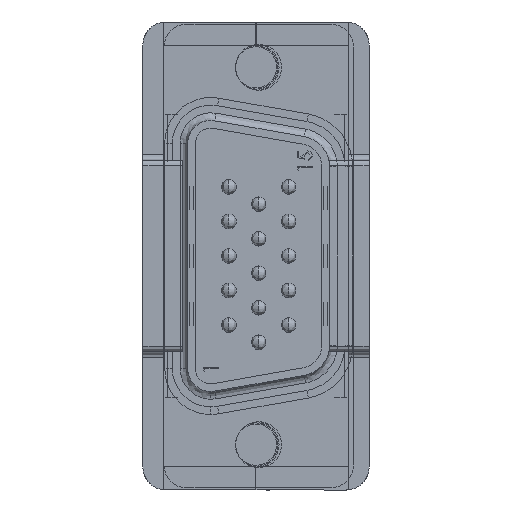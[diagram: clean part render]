
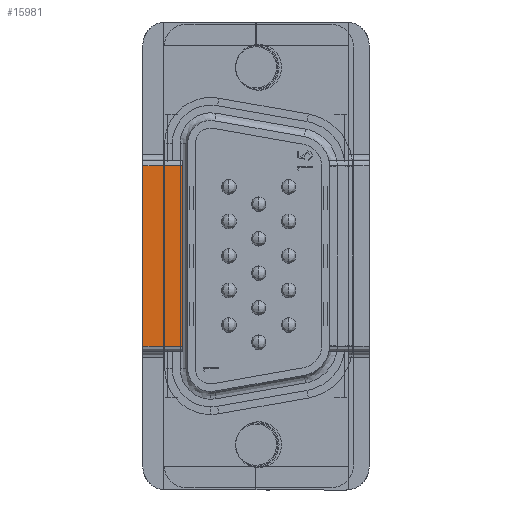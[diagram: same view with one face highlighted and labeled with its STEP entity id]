
A CAD part, front view. The second image highlights one B-rep face of the part: STEP entity #15981.
In plain terms, the highlighted face is planar.
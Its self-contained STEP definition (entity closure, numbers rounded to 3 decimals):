
#834 = CARTESIAN_POINT ( 'NONE',  ( 5.969, 7.493, 1.168 ) ) ;
#857 = CARTESIAN_POINT ( 'NONE',  ( -5.969, 7.493, 1.168 ) ) ;
#862 = CARTESIAN_POINT ( 'NONE',  ( -5.969, 4.851, 1.168 ) ) ;
#876 = CARTESIAN_POINT ( 'NONE',  ( 5.969, 4.851, 1.168 ) ) ;
#2312 = ORIENTED_EDGE ( 'NONE', *, *, #2722, .T. ) ;
#2313 = ORIENTED_EDGE ( 'NONE', *, *, #2721, .F. ) ;
#2314 = ORIENTED_EDGE ( 'NONE', *, *, #2720, .T. ) ;
#2315 = ORIENTED_EDGE ( 'NONE', *, *, #2660, .T. ) ;
#2660 = EDGE_CURVE ( 'NONE', #40907, #40930, #43831, .T. ) ;
#2720 = EDGE_CURVE ( 'NONE', #40930, #40935, #44039, .T. ) ;
#2721 = EDGE_CURVE ( 'NONE', #40949, #40935, #44042, .T. ) ;
#2722 = EDGE_CURVE ( 'NONE', #40949, #40907, #44027, .T. ) ;
#7647 = VECTOR ( 'NONE', #43842, 1000. ) ;
#15981 = ADVANCED_FACE ( 'NONE', ( #48677 ), #48671, .F. ) ;
#32130 = EDGE_LOOP ( 'NONE', ( #2315, #2314, #2313, #2312 ) ) ;
#40907 = VERTEX_POINT ( 'NONE', #834 ) ;
#40930 = VERTEX_POINT ( 'NONE', #857 ) ;
#40935 = VERTEX_POINT ( 'NONE', #862 ) ;
#40949 = VERTEX_POINT ( 'NONE', #876 ) ;
#43831 = LINE ( 'NONE', #43832, #7647 ) ;
#43832 = CARTESIAN_POINT ( 'NONE',  ( 6.35, 7.493, 1.168 ) ) ;
#43842 = DIRECTION ( 'NONE',  ( -1., 0., 0. ) ) ;
#44027 = LINE ( 'NONE', #44046, #44910 ) ;
#44039 = LINE ( 'NONE', #44040, #44912 ) ;
#44040 = CARTESIAN_POINT ( 'NONE',  ( -5.969, 4.851, 1.168 ) ) ;
#44041 = DIRECTION ( 'NONE',  ( 0., -1., 0. ) ) ;
#44042 = LINE ( 'NONE', #44044, #44914 ) ;
#44044 = CARTESIAN_POINT ( 'NONE',  ( 6.35, 4.851, 1.168 ) ) ;
#44045 = DIRECTION ( 'NONE',  ( -1., 0., 0. ) ) ;
#44046 = CARTESIAN_POINT ( 'NONE',  ( 5.969, 7.493, 1.168 ) ) ;
#44047 = DIRECTION ( 'NONE',  ( 0., 1., 0. ) ) ;
#44910 = VECTOR ( 'NONE', #44047, 1000. ) ;
#44912 = VECTOR ( 'NONE', #44041, 1000. ) ;
#44914 = VECTOR ( 'NONE', #44045, 1000. ) ;
#48280 = AXIS2_PLACEMENT_3D ( 'NONE', #48673, #48679, #48680 ) ;
#48671 = PLANE ( 'NONE',  #48280 ) ;
#48673 = CARTESIAN_POINT ( 'NONE',  ( 6.35, 7.493, 1.168 ) ) ;
#48677 = FACE_OUTER_BOUND ( 'NONE', #32130, .T. ) ;
#48679 = DIRECTION ( 'NONE',  ( 0., 0., -1. ) ) ;
#48680 = DIRECTION ( 'NONE',  ( 0., 1., 0. ) ) ;
